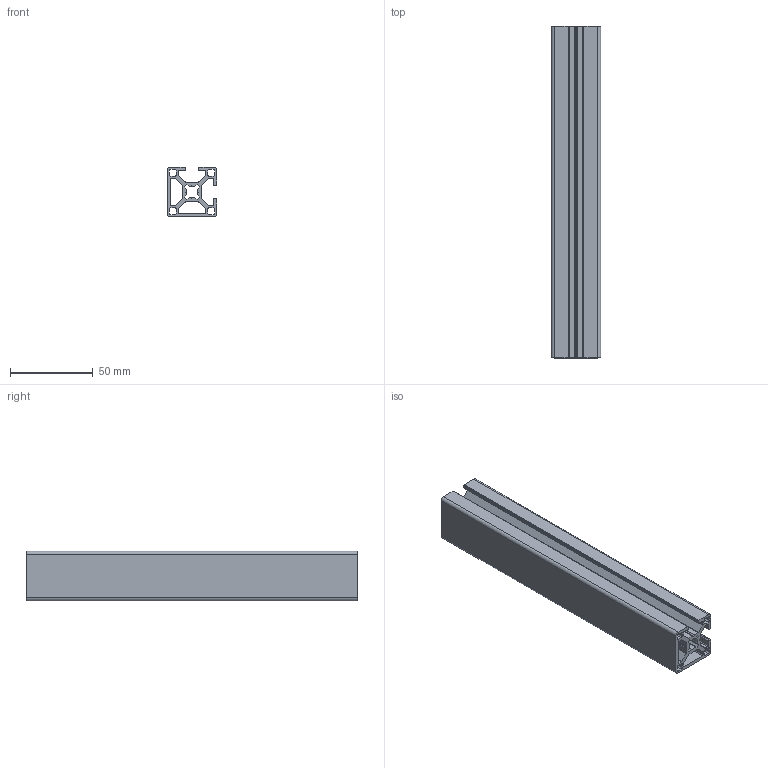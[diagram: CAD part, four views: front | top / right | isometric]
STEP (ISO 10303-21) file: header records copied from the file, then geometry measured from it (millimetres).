
FILE_DESCRIPTION(/* description */ ('Aluminiumprofil 30x30 2NVS'),/* implementation_level */ '2;1');
FILE_NAME(/* name */ 'Syskomp 481992398 Aluminiumprofil 30x30 2NVS.stp',/* time_stamp */ '2017-01-19T08:20:57+01:00',/* author */ ('wheldmann'),/* organization */ (''),/* preprocessor_version */ 'ST-DEVELOPER v16.1',/* originating_system */ 'Autodesk Inventor 2016',/* authorisation */ ' ');
FILE_SCHEMA (('AUTOMOTIVE_DESIGN { 1 0 10303 214 3 1 1 }'));
Length unit declared in the file: millimetre
Products named in the file (1): 481992398 Aluminiumprofil 30x30 2NVS - 200
Bounding box: 30 x 200 x 30 mm (x, y, z)
Volume: 70084.4 mm3; surface area: 71734.5 mm2
Topology: 1 solids, 1 shells, 158 faces, 468 edges, 312 vertices
Faces by surface type: plane 82, cylinder 76
Entity records: 5376 total; most frequent: CARTESIAN_POINT 939, DIRECTION 938, ORIENTED_EDGE 936, EDGE_CURVE 468, LINE 316, VECTOR 316, VERTEX_POINT 312, AXIS2_PLACEMENT_3D 311
